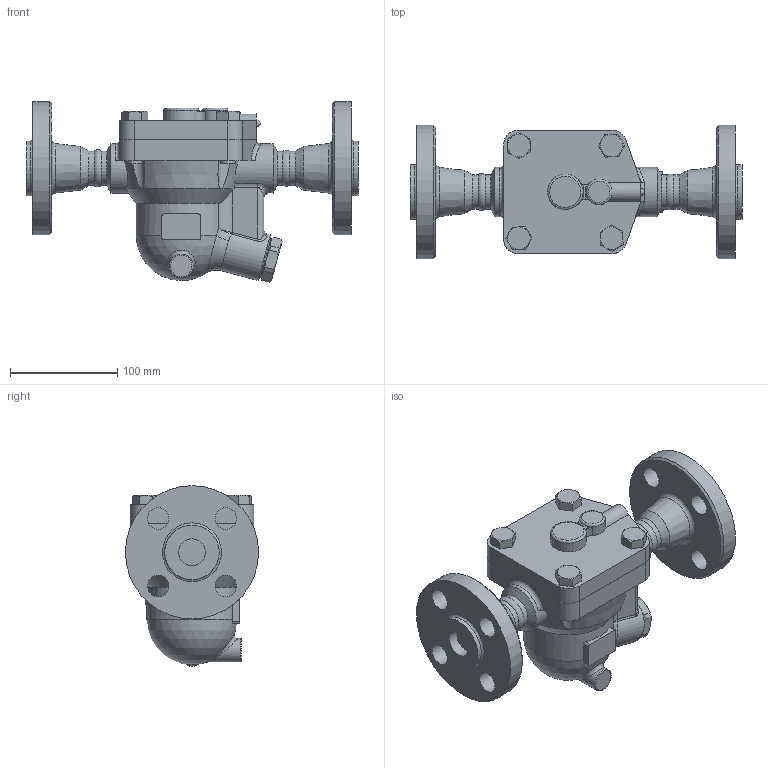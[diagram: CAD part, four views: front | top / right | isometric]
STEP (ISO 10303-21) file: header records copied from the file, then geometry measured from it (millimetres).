
FILE_DESCRIPTION((''),'2;1');
FILE_NAME('j5rlb-025-a0600-00.stp','2010-02-03T10:12:19',('nakaot'),(''),'Autodesk Inventor 2008','Autodesk Inventor 2008','');
FILE_SCHEMA(('AUTOMOTIVE_DESIGN { 1 0 10303 214 1 1 1 1 }'));
Length unit declared in the file: millimetre
Products named in the file (1): j5rlb-025-a0600-00
Bounding box: 309 x 124 x 168.08 mm (x, y, z)
Volume: 1922292.2 mm3; surface area: 186366.8 mm2
Topology: 1 solids, 1 shells, 282 faces, 699 edges, 439 vertices
Faces by surface type: plane 107, cylinder 64, cone 53, bspline 51, torus 5, sphere 2
Full cylindrical faces by diameter (mm): 14 x8, 22 x1, 25 x2, 27 x1, 32 x4, 44 x1, 46 x2, 50.8 x2, 80 x1, 124 x2
Entity records: 16640 total; most frequent: CARTESIAN_POINT 10646, ORIENTED_EDGE 1240, DIRECTION 1159, EDGE_CURVE 620, AXIS2_PLACEMENT_3D 485, VERTEX_POINT 419, EDGE_LOOP 385, FACE_OUTER_BOUND 282
